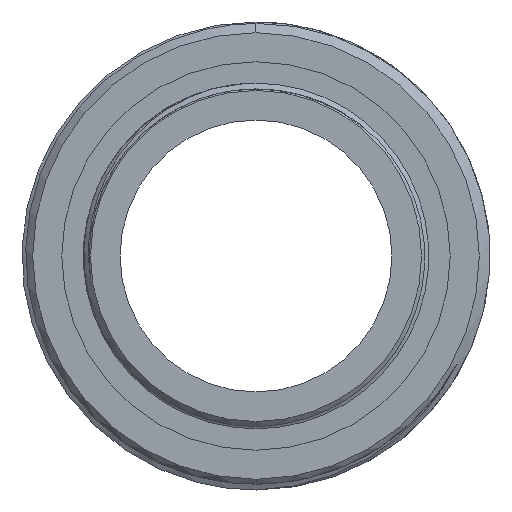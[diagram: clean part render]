
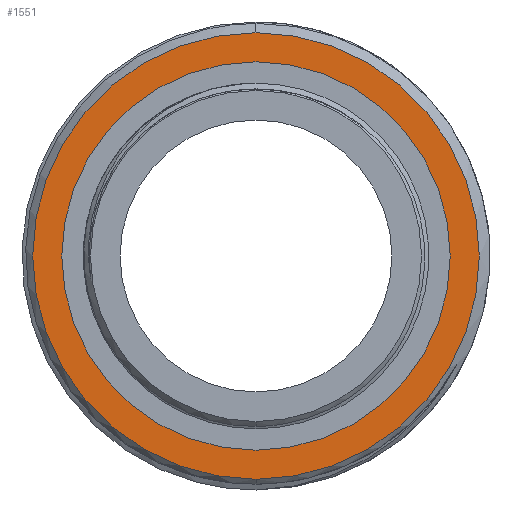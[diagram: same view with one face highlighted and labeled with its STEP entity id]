
A CAD part, left-side view. The second image highlights one B-rep face of the part: STEP entity #1551.
In plain terms, the highlighted planar face has unit normal (-1, 0, 0).
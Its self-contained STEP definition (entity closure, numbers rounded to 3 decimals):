
#34 = ORIENTED_EDGE ( 'NONE', *, *, #1417, .T. ) ;
#486 = CARTESIAN_POINT ( 'NONE',  ( -5.447, 0., 0. ) ) ;
#498 = CIRCLE ( 'NONE', #2990, 27.15 ) ;
#690 = DIRECTION ( 'NONE',  ( 0., 0., 1. ) ) ;
#1137 = CARTESIAN_POINT ( 'NONE',  ( -5.447, 31.211, 0. ) ) ;
#1257 = FACE_OUTER_BOUND ( 'NONE', #2638, .T. ) ;
#1417 = EDGE_CURVE ( 'NONE', #1793, #4457, #3825, .T. ) ;
#1551 = ADVANCED_FACE ( 'NONE', ( #3601, #1257 ), #4010, .F. ) ;
#1698 = CIRCLE ( 'NONE', #4184, 31.211 ) ;
#1793 = VERTEX_POINT ( 'NONE', #3858 ) ;
#1828 = AXIS2_PLACEMENT_3D ( 'NONE', #1137, #3044, #4539 ) ;
#1929 = AXIS2_PLACEMENT_3D ( 'NONE', #486, #5265, #3353 ) ;
#1988 = DIRECTION ( 'NONE',  ( 0., 0., 1. ) ) ;
#2311 = DIRECTION ( 'NONE',  ( 0., 0., 1. ) ) ;
#2455 = CARTESIAN_POINT ( 'NONE',  ( -5.447, 0., 0. ) ) ;
#2494 = CARTESIAN_POINT ( 'NONE',  ( -5.447, 0., -27.15 ) ) ;
#2638 = EDGE_LOOP ( 'NONE', ( #34, #4928 ) ) ;
#2681 = DIRECTION ( 'NONE',  ( -1., 0., 0. ) ) ;
#2839 = EDGE_CURVE ( 'NONE', #4985, #4012, #498, .T. ) ;
#2990 = AXIS2_PLACEMENT_3D ( 'NONE', #3717, #3280, #2311 ) ;
#3033 = CARTESIAN_POINT ( 'NONE',  ( -5.447, 0., 0. ) ) ;
#3044 = DIRECTION ( 'NONE',  ( 1., 0., 0. ) ) ;
#3280 = DIRECTION ( 'NONE',  ( -1., 0., 0. ) ) ;
#3353 = DIRECTION ( 'NONE',  ( 0., 0., 1. ) ) ;
#3601 = FACE_BOUND ( 'NONE', #5605, .T. ) ;
#3717 = CARTESIAN_POINT ( 'NONE',  ( -5.447, 0., 0. ) ) ;
#3825 = CIRCLE ( 'NONE', #1929, 31.211 ) ;
#3858 = CARTESIAN_POINT ( 'NONE',  ( -5.447, 0., -31.211 ) ) ;
#3957 = AXIS2_PLACEMENT_3D ( 'NONE', #2455, #4359, #1988 ) ;
#4010 = PLANE ( 'NONE',  #1828 ) ;
#4012 = VERTEX_POINT ( 'NONE', #4642 ) ;
#4184 = AXIS2_PLACEMENT_3D ( 'NONE', #3033, #2681, #690 ) ;
#4359 = DIRECTION ( 'NONE',  ( -1., 0., 0. ) ) ;
#4457 = VERTEX_POINT ( 'NONE', #5400 ) ;
#4539 = DIRECTION ( 'NONE',  ( 0., 0., -1. ) ) ;
#4642 = CARTESIAN_POINT ( 'NONE',  ( -5.447, 0., 27.15 ) ) ;
#4928 = ORIENTED_EDGE ( 'NONE', *, *, #6005, .T. ) ;
#4985 = VERTEX_POINT ( 'NONE', #2494 ) ;
#5251 = ORIENTED_EDGE ( 'NONE', *, *, #2839, .F. ) ;
#5258 = EDGE_CURVE ( 'NONE', #4012, #4985, #5758, .T. ) ;
#5265 = DIRECTION ( 'NONE',  ( -1., 0., 0. ) ) ;
#5400 = CARTESIAN_POINT ( 'NONE',  ( -5.447, 0., 31.211 ) ) ;
#5605 = EDGE_LOOP ( 'NONE', ( #6179, #5251 ) ) ;
#5758 = CIRCLE ( 'NONE', #3957, 27.15 ) ;
#6005 = EDGE_CURVE ( 'NONE', #4457, #1793, #1698, .T. ) ;
#6179 = ORIENTED_EDGE ( 'NONE', *, *, #5258, .F. ) ;
